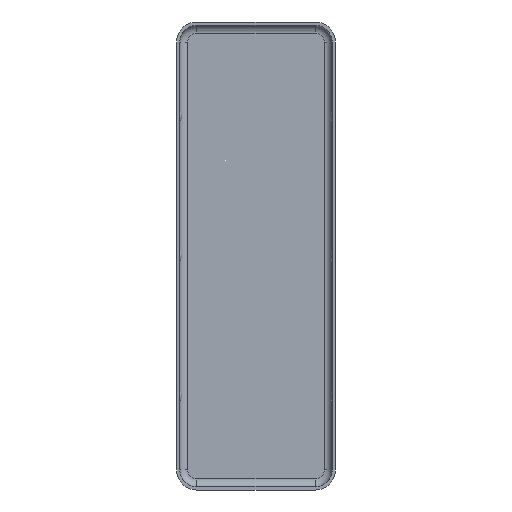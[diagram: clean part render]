
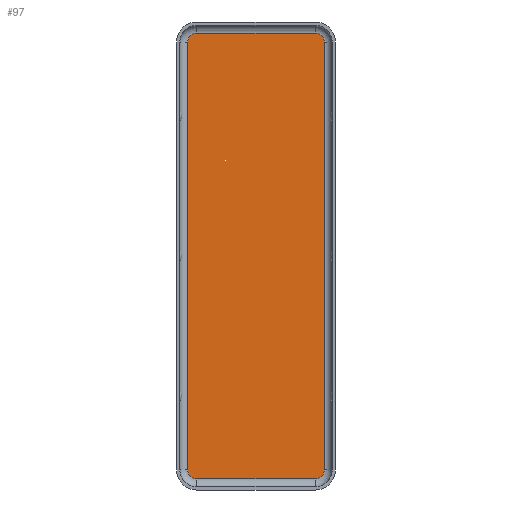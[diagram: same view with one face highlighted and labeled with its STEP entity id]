
A CAD part, front view. The second image highlights one B-rep face of the part: STEP entity #97.
In plain terms, the highlighted planar face has unit normal (0, -1, 0).
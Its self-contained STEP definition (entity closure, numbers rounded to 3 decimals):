
#97 = ADVANCED_FACE( 'NONE', ( #221 ), #222, .T. );
#221 = FACE_OUTER_BOUND( '', #404, .T. );
#222 = PLANE( '', #405 );
#404 = EDGE_LOOP( '', ( #676, #677, #678, #679, #680, #681, #682, #683 ) );
#405 = AXIS2_PLACEMENT_3D( '', #684, #685, #686 );
#676 = ORIENTED_EDGE( '', *, *, #997, .F. );
#677 = ORIENTED_EDGE( '', *, *, #998, .F. );
#678 = ORIENTED_EDGE( '', *, *, #983, .F. );
#679 = ORIENTED_EDGE( '', *, *, #948, .T. );
#680 = ORIENTED_EDGE( '', *, *, #999, .T. );
#681 = ORIENTED_EDGE( '', *, *, #1000, .F. );
#682 = ORIENTED_EDGE( '', *, *, #1001, .T. );
#683 = ORIENTED_EDGE( '', *, *, #1002, .T. );
#684 = CARTESIAN_POINT( '', ( 5.3, 0., -19.1 ) );
#685 = DIRECTION( '', ( 0., -1., 0. ) );
#686 = DIRECTION( '', ( 0., 0., -1. ) );
#948 = EDGE_CURVE( 'NONE', #1090, #1088, #1091, .T. );
#983 = EDGE_CURVE( 'NONE', #1090, #1148, #1149, .T. );
#997 = EDGE_CURVE( 'NONE', #1170, #1171, #1172, .T. );
#998 = EDGE_CURVE( 'NONE', #1148, #1170, #1173, .T. );
#999 = EDGE_CURVE( 'NONE', #1088, #1174, #1175, .T. );
#1000 = EDGE_CURVE( 'NONE', #1176, #1174, #1177, .T. );
#1001 = EDGE_CURVE( 'NONE', #1176, #1178, #1179, .T. );
#1002 = EDGE_CURVE( 'NONE', #1178, #1171, #1180, .T. );
#1088 = VERTEX_POINT( 'NONE', #1287 );
#1090 = VERTEX_POINT( 'NONE', #1289 );
#1091 = CIRCLE( '', #1290, 0.8 );
#1148 = VERTEX_POINT( 'NONE', #1358 );
#1149 = LINE( '', #1359, #1360 );
#1170 = VERTEX_POINT( 'NONE', #1383 );
#1171 = VERTEX_POINT( 'NONE', #1384 );
#1172 = LINE( '', #1385, #1386 );
#1173 = CIRCLE( '', #1387, 0.8 );
#1174 = VERTEX_POINT( 'NONE', #1388 );
#1175 = LINE( '', #1389, #1390 );
#1176 = VERTEX_POINT( 'NONE', #1391 );
#1177 = CIRCLE( '', #1392, 0.8 );
#1178 = VERTEX_POINT( 'NONE', #1393 );
#1179 = LINE( '', #1394, #1395 );
#1180 = CIRCLE( '', #1396, 0.8 );
#1287 = CARTESIAN_POINT( '', ( 5.3, 0., 19.9 ) );
#1289 = CARTESIAN_POINT( '', ( 6.1, 0., 19.1 ) );
#1290 = AXIS2_PLACEMENT_3D( '', #1528, #1529, #1530 );
#1358 = CARTESIAN_POINT( '', ( 6.1, 0., -19.1 ) );
#1359 = CARTESIAN_POINT( '', ( 6.1, 0., 0. ) );
#1360 = VECTOR( '', #1587, 1000. );
#1383 = CARTESIAN_POINT( '', ( 5.3, 0., -19.9 ) );
#1384 = CARTESIAN_POINT( '', ( -5.3, 0., -19.9 ) );
#1385 = CARTESIAN_POINT( '', ( 5.3, 0., -19.9 ) );
#1386 = VECTOR( '', #1608, 1000. );
#1387 = AXIS2_PLACEMENT_3D( '', #1609, #1610, #1611 );
#1388 = CARTESIAN_POINT( '', ( -5.3, 0., 19.9 ) );
#1389 = CARTESIAN_POINT( '', ( 5.3, 0., 19.9 ) );
#1390 = VECTOR( '', #1612, 1000. );
#1391 = CARTESIAN_POINT( '', ( -6.1, 0., 19.1 ) );
#1392 = AXIS2_PLACEMENT_3D( '', #1613, #1614, #1615 );
#1393 = CARTESIAN_POINT( '', ( -6.1, 0., -19.1 ) );
#1394 = CARTESIAN_POINT( '', ( -6.1, 0., 0. ) );
#1395 = VECTOR( '', #1616, 1000. );
#1396 = AXIS2_PLACEMENT_3D( '', #1617, #1618, #1619 );
#1528 = CARTESIAN_POINT( '', ( 5.3, 0., 19.1 ) );
#1529 = DIRECTION( '', ( 0., -1., 0. ) );
#1530 = DIRECTION( '', ( 0., 0., -1. ) );
#1587 = DIRECTION( '', ( 0., 0., -1. ) );
#1608 = DIRECTION( '', ( -1., 0., 0. ) );
#1609 = CARTESIAN_POINT( '', ( 5.3, 0., -19.1 ) );
#1610 = DIRECTION( '', ( 0., 1., 0. ) );
#1611 = DIRECTION( '', ( 0., 0., 1. ) );
#1612 = DIRECTION( '', ( -1., 0., 0. ) );
#1613 = CARTESIAN_POINT( '', ( -5.3, 0., 19.1 ) );
#1614 = DIRECTION( '', ( 0., 1., 0. ) );
#1615 = DIRECTION( '', ( 0., 0., -1. ) );
#1616 = DIRECTION( '', ( 0., 0., -1. ) );
#1617 = CARTESIAN_POINT( '', ( -5.3, 0., -19.1 ) );
#1618 = DIRECTION( '', ( 0., -1., 0. ) );
#1619 = DIRECTION( '', ( 0., 0., 1. ) );
